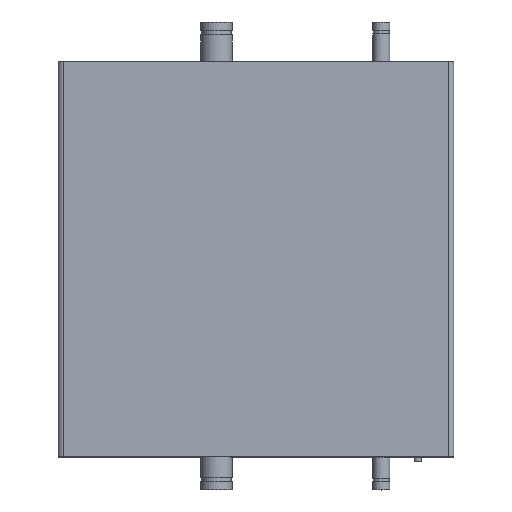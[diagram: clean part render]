
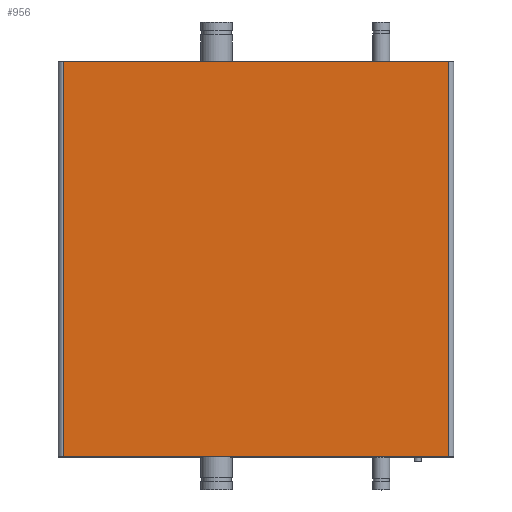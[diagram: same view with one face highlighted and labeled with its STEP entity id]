
A CAD part, top view. The second image highlights one B-rep face of the part: STEP entity #956.
In plain terms, the highlighted planar face has unit normal (0, 0, 1).
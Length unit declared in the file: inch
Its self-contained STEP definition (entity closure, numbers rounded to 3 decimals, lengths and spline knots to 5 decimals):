
#51=PLANE('',#1084);
#94=FACE_OUTER_BOUND('',#162,.T.);
#162=EDGE_LOOP('',(#662,#663,#664,#665));
#258=LINE('',#1569,#319);
#259=LINE('',#1572,#320);
#260=LINE('',#1574,#321);
#261=LINE('',#1575,#322);
#319=VECTOR('',#1256,0.3937);
#320=VECTOR('',#1259,0.3937);
#321=VECTOR('',#1260,0.3937);
#322=VECTOR('',#1261,0.3937);
#439=VERTEX_POINT('',#1565);
#440=VERTEX_POINT('',#1567);
#441=VERTEX_POINT('',#1571);
#442=VERTEX_POINT('',#1573);
#530=EDGE_CURVE('',#439,#440,#258,.T.);
#531=EDGE_CURVE('',#441,#439,#259,.T.);
#532=EDGE_CURVE('',#442,#440,#260,.T.);
#533=EDGE_CURVE('',#441,#442,#261,.T.);
#662=ORIENTED_EDGE('',*,*,#531,.T.);
#663=ORIENTED_EDGE('',*,*,#530,.T.);
#664=ORIENTED_EDGE('',*,*,#532,.F.);
#665=ORIENTED_EDGE('',*,*,#533,.F.);
#956=ADVANCED_FACE('',(#94),#51,.T.);
#1084=AXIS2_PLACEMENT_3D('',#1570,#1257,#1258);
#1256=DIRECTION('',(0.,-1.,0.));
#1257=DIRECTION('center_axis',(0.,0.,1.));
#1258=DIRECTION('ref_axis',(-1.,0.,0.));
#1259=DIRECTION('',(-1.,0.,0.));
#1260=DIRECTION('',(-1.,0.,0.));
#1261=DIRECTION('',(0.,-1.,0.));
#1565=CARTESIAN_POINT('',(0.375,30.,9.03));
#1567=CARTESIAN_POINT('',(0.375,0.,9.03));
#1569=CARTESIAN_POINT('',(0.375,30.,9.03));
#1570=CARTESIAN_POINT('Origin',(29.625,30.,9.03));
#1571=CARTESIAN_POINT('',(29.625,30.,9.03));
#1572=CARTESIAN_POINT('',(29.625,30.,9.03));
#1573=CARTESIAN_POINT('',(29.625,0.,9.03));
#1574=CARTESIAN_POINT('',(29.625,0.,9.03));
#1575=CARTESIAN_POINT('',(29.625,30.,9.03));
